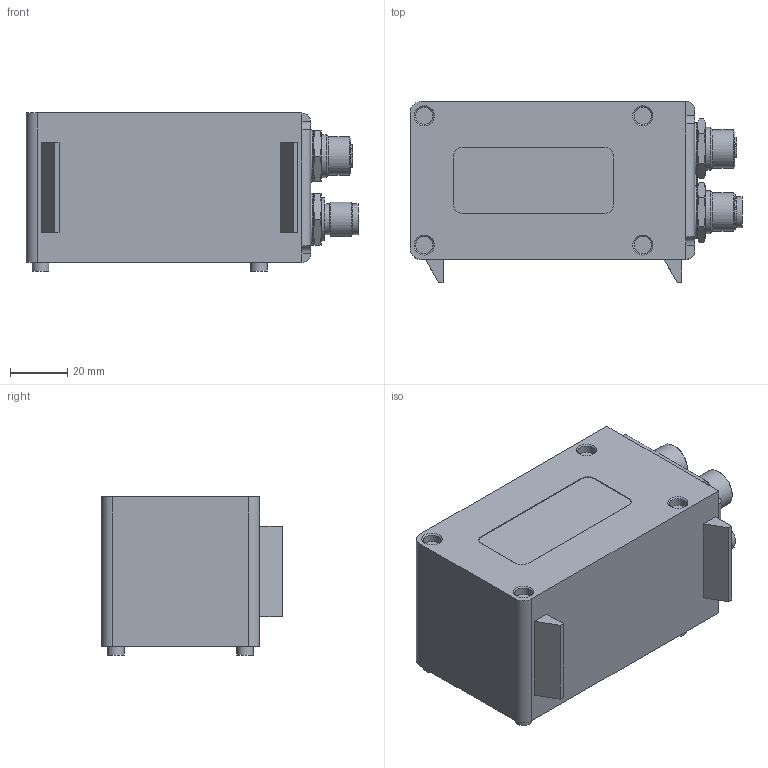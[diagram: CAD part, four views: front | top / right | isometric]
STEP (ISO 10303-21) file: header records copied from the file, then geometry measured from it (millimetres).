
FILE_DESCRIPTION(/* description */ ('MODULO ETHERNET 64 IN / 32 OUT OPTYMA32-S'),/* implementation_level */ '2;1');
FILE_NAME(/* name */ '5722_32S_EI.stp',/* time_stamp */ '2016-04-27T09:43:19+02:00',/* author */ ('Maniean1'),/* organization */ ('Pneumax S.p.A.'),/* preprocessor_version */ 'ST-DEVELOPER v15.2',/* originating_system */ 'Autodesk Inventor 2014',/* authorisation */ '');
FILE_SCHEMA (('AUTOMOTIVE_DESIGN { 1 0 10303 214 3 1 1 }'));
Length unit declared in the file: millimetre
Products named in the file (1): 5722_32S_EI
Bounding box: 115.5 x 63 x 55 mm (x, y, z)
Volume: 288752.4 mm3; surface area: 32124.9 mm2
Topology: 2 solids, 2 shells, 230 faces, 529 edges, 339 vertices
Faces by surface type: plane 140, cylinder 70, cone 16, torus 4
Full cylindrical faces by diameter (mm): 1 x4, 1.1 x8, 5.8 x4, 6 x4, 10.7 x2, 11 x2, 12 x1, 13.4 x2, 15 x3, 18 x2
Entity records: 6452 total; most frequent: CARTESIAN_POINT 1119, DIRECTION 1060, ORIENTED_EDGE 956, EDGE_CURVE 478, AXIS2_PLACEMENT_3D 387, VERTEX_POINT 338, EDGE_LOOP 324, LINE 286
